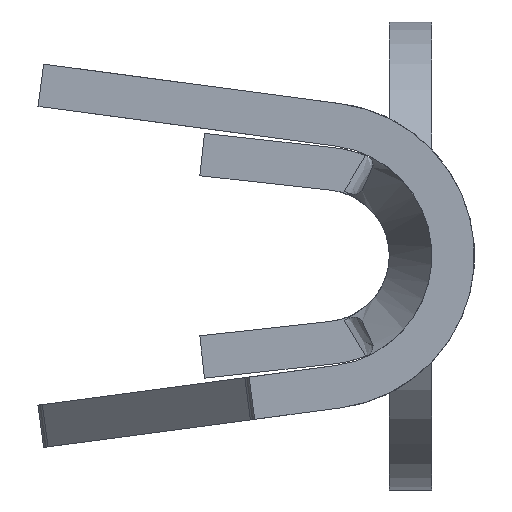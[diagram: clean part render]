
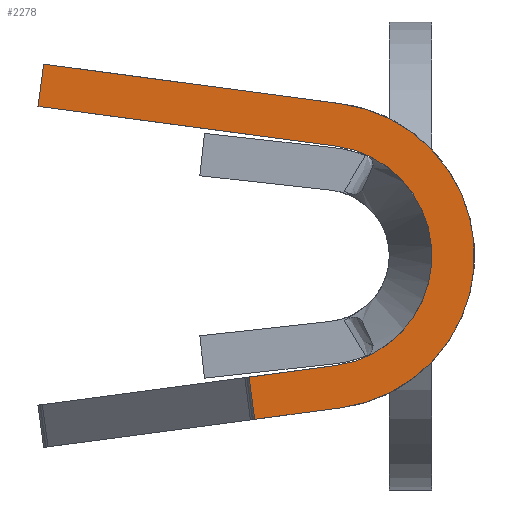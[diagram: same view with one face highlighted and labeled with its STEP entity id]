
A CAD part, left-side view. The second image highlights one B-rep face of the part: STEP entity #2278.
In plain terms, the highlighted planar face has unit normal (-1, 0, 0).
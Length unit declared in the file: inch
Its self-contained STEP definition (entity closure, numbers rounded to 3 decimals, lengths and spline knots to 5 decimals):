
#51 = CARTESIAN_POINT ( 'NONE',  ( -0.385, 0.04513, 0.05154 ) ) ;
#165 = EDGE_CURVE ( 'NONE', #593, #4425, #2958, .T. ) ;
#220 = EDGE_CURVE ( 'NONE', #4425, #3705, #2612, .T. ) ;
#530 = VECTOR ( 'NONE', #933, 39.37008 ) ;
#545 = EDGE_LOOP ( 'NONE', ( #2604, #1929, #1688, #906, #2459, #1577, #2518, #2143 ) ) ;
#593 = VERTEX_POINT ( 'NONE', #4190 ) ;
#848 = VECTOR ( 'NONE', #2401, 39.37008 ) ;
#903 = CARTESIAN_POINT ( 'NONE',  ( -0.385, 0.04249, 0.07137 ) ) ;
#906 = ORIENTED_EDGE ( 'NONE', *, *, #3757, .F. ) ;
#933 = DIRECTION ( 'NONE',  ( 0., -0.991, 0.132 ) ) ;
#1000 = CARTESIAN_POINT ( 'NONE',  ( -0.385, 0.04249, -0.07137 ) ) ;
#1038 = DIRECTION ( 'NONE',  ( -1., 0., 0. ) ) ;
#1209 = VECTOR ( 'NONE', #2702, 39.37008 ) ;
#1272 = CARTESIAN_POINT ( 'NONE',  ( -0.385, 0.185, 0.07018 ) ) ;
#1400 = PLANE ( 'NONE',  #1648 ) ;
#1413 = DIRECTION ( 'NONE',  ( 1., 0., 0. ) ) ;
#1424 = VECTOR ( 'NONE', #4580, 39.37008 ) ;
#1541 = EDGE_CURVE ( 'NONE', #4202, #4057, #3535, .T. ) ;
#1572 = EDGE_CURVE ( 'NONE', #4202, #2436, #2426, .T. ) ;
#1577 = ORIENTED_EDGE ( 'NONE', *, *, #165, .F. ) ;
#1592 = CARTESIAN_POINT ( 'NONE',  ( -0.385, 0.04513, -0.05154 ) ) ;
#1612 = VECTOR ( 'NONE', #1754, 39.37008 ) ;
#1648 = AXIS2_PLACEMENT_3D ( 'NONE', #4002, #4743, #2583 ) ;
#1677 = CARTESIAN_POINT ( 'NONE',  ( -0.385, 0.09274, -0.00543 ) ) ;
#1679 = CARTESIAN_POINT ( 'NONE',  ( -0.385, 0.04513, 0.05154 ) ) ;
#1688 = ORIENTED_EDGE ( 'NONE', *, *, #3112, .F. ) ;
#1722 = VECTOR ( 'NONE', #3438, 39.37008 ) ;
#1754 = DIRECTION ( 'NONE',  ( 0., 0.991, -0.132 ) ) ;
#1788 = FACE_OUTER_BOUND ( 'NONE', #545, .T. ) ;
#1929 = ORIENTED_EDGE ( 'NONE', *, *, #1572, .T. ) ;
#1961 = CARTESIAN_POINT ( 'NONE',  ( -0.385, 0.04513, -0.05154 ) ) ;
#2143 = ORIENTED_EDGE ( 'NONE', *, *, #2792, .F. ) ;
#2278 = ADVANCED_FACE ( 'NONE', ( #1788 ), #1400, .F. ) ;
#2401 = DIRECTION ( 'NONE',  ( 0., -0.132, 0.991 ) ) ;
#2426 = LINE ( 'NONE', #1677, #1424 ) ;
#2436 = VERTEX_POINT ( 'NONE', #4515 ) ;
#2459 = ORIENTED_EDGE ( 'NONE', *, *, #220, .F. ) ;
#2475 = EDGE_CURVE ( 'NONE', #2620, #593, #4068, .T. ) ;
#2491 = LINE ( 'NONE', #1000, #1612 ) ;
#2518 = ORIENTED_EDGE ( 'NONE', *, *, #2475, .F. ) ;
#2567 = VERTEX_POINT ( 'NONE', #3523 ) ;
#2583 = DIRECTION ( 'NONE',  ( 0., 0., -1. ) ) ;
#2604 = ORIENTED_EDGE ( 'NONE', *, *, #1541, .F. ) ;
#2612 = LINE ( 'NONE', #2700, #1722 ) ;
#2615 = CARTESIAN_POINT ( 'NONE',  ( -0.385, 0.08588, -0.05697 ) ) ;
#2620 = VERTEX_POINT ( 'NONE', #1679 ) ;
#2700 = CARTESIAN_POINT ( 'NONE',  ( -0.385, 0.04249, 0.07137 ) ) ;
#2702 = DIRECTION ( 'NONE',  ( 0., 0.991, 0.132 ) ) ;
#2774 = CIRCLE ( 'NONE', #3525, 0.072 ) ;
#2782 = CIRCLE ( 'NONE', #4566, 0.052 ) ;
#2792 = EDGE_CURVE ( 'NONE', #4057, #2620, #2782, .T. ) ;
#2958 = LINE ( 'NONE', #1272, #848 ) ;
#3112 = EDGE_CURVE ( 'NONE', #2567, #2436, #2491, .T. ) ;
#3295 = CARTESIAN_POINT ( 'NONE',  ( -0.385, 0.052, 0. ) ) ;
#3438 = DIRECTION ( 'NONE',  ( 0., -0.991, -0.132 ) ) ;
#3523 = CARTESIAN_POINT ( 'NONE',  ( -0.385, 0.04249, -0.07137 ) ) ;
#3525 = AXIS2_PLACEMENT_3D ( 'NONE', #3649, #1413, #4025 ) ;
#3535 = LINE ( 'NONE', #1592, #530 ) ;
#3649 = CARTESIAN_POINT ( 'NONE',  ( -0.385, 0.052, 0. ) ) ;
#3651 = DIRECTION ( 'NONE',  ( 0., 0., -1. ) ) ;
#3705 = VERTEX_POINT ( 'NONE', #903 ) ;
#3757 = EDGE_CURVE ( 'NONE', #3705, #2567, #2774, .T. ) ;
#4002 = CARTESIAN_POINT ( 'NONE',  ( -0.385, 0.052, 0. ) ) ;
#4025 = DIRECTION ( 'NONE',  ( 0., 0., -1. ) ) ;
#4057 = VERTEX_POINT ( 'NONE', #1961 ) ;
#4068 = LINE ( 'NONE', #51, #1209 ) ;
#4190 = CARTESIAN_POINT ( 'NONE',  ( -0.385, 0.185, 0.07018 ) ) ;
#4202 = VERTEX_POINT ( 'NONE', #2615 ) ;
#4425 = VERTEX_POINT ( 'NONE', #4626 ) ;
#4515 = CARTESIAN_POINT ( 'NONE',  ( -0.385, 0.08323, -0.0768 ) ) ;
#4566 = AXIS2_PLACEMENT_3D ( 'NONE', #3295, #1038, #3651 ) ;
#4580 = DIRECTION ( 'NONE',  ( 0., -0.132, -0.991 ) ) ;
#4626 = CARTESIAN_POINT ( 'NONE',  ( -0.385, 0.18236, 0.09 ) ) ;
#4743 = DIRECTION ( 'NONE',  ( 1., 0., 0. ) ) ;
